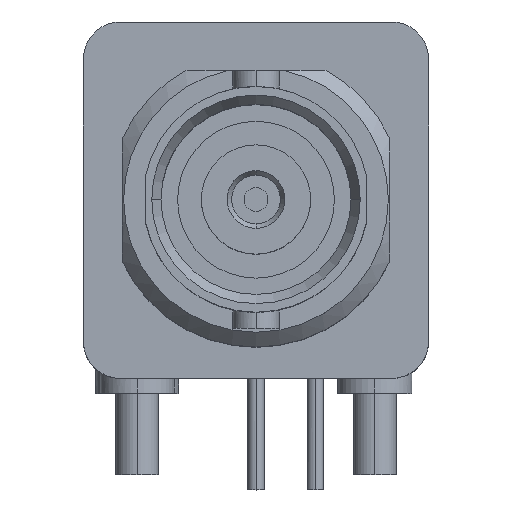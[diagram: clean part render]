
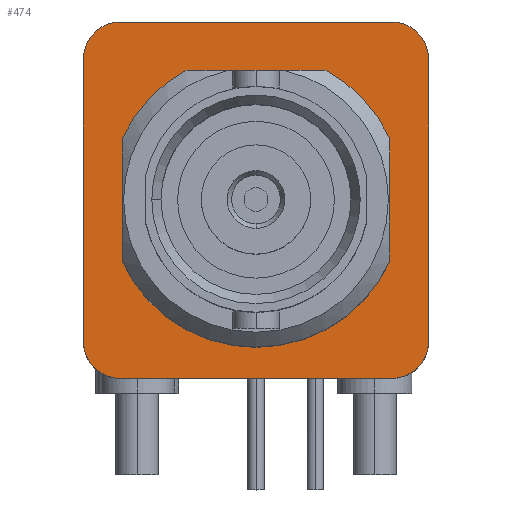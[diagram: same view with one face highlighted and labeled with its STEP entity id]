
A CAD part, top view. The second image highlights one B-rep face of the part: STEP entity #474.
In plain terms, the highlighted planar face has unit normal (0, 0, 1).
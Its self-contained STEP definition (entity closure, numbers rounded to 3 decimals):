
#151 = DIRECTION ( 'NONE',  ( -1., 0., 0. ) ) ;
#153 = DIRECTION ( 'NONE',  ( 0., 0., 1. ) ) ;
#154 = CARTESIAN_POINT ( 'NONE',  ( 0., 0., -20.828 ) ) ;
#160 = DIRECTION ( 'NONE',  ( -1., 0., 0. ) ) ;
#161 = DIRECTION ( 'NONE',  ( 0., 0., 1. ) ) ;
#163 = CARTESIAN_POINT ( 'NONE',  ( 0., 0., -20.828 ) ) ;
#197 = DIRECTION ( 'NONE',  ( -1., 0., 0. ) ) ;
#199 = DIRECTION ( 'NONE',  ( -1., 0., 0. ) ) ;
#200 = DIRECTION ( 'NONE',  ( 0., 0., 1. ) ) ;
#201 = CARTESIAN_POINT ( 'NONE',  ( 0., 0., -20.828 ) ) ;
#205 = CARTESIAN_POINT ( 'NONE',  ( 0., 5.537, -20.828 ) ) ;
#223 = CARTESIAN_POINT ( 'NONE',  ( -5.804, 6.045, -20.828 ) ) ;
#227 = CARTESIAN_POINT ( 'NONE',  ( 0., -7.62, -20.828 ) ) ;
#243 = DIRECTION ( 'NONE',  ( 1., 0., 0. ) ) ;
#244 = DIRECTION ( 'NONE',  ( -1., 0., 0. ) ) ;
#245 = DIRECTION ( 'NONE',  ( 0., 0., -1. ) ) ;
#304 = DIRECTION ( 'NONE',  ( 0., 1., 0. ) ) ;
#314 = CARTESIAN_POINT ( 'NONE',  ( -7.379, -6.045, -20.828 ) ) ;
#325 = CARTESIAN_POINT ( 'NONE',  ( 0., 7.62, -20.828 ) ) ;
#336 = DIRECTION ( 'NONE',  ( 1., 0., 0. ) ) ;
#474 = ADVANCED_FACE ( 'NONE', ( #999, #1176 ), #769, .F. ) ;
#497 = DIRECTION ( 'NONE',  ( 1., 0., 0. ) ) ;
#499 = DIRECTION ( 'NONE',  ( 0., 0., -1. ) ) ;
#501 = CARTESIAN_POINT ( 'NONE',  ( 5.804, -6.045, -20.828 ) ) ;
#571 = DIRECTION ( 'NONE',  ( 1., 0., 0. ) ) ;
#572 = DIRECTION ( 'NONE',  ( 0., 0., -1. ) ) ;
#573 = CARTESIAN_POINT ( 'NONE',  ( -5.804, -6.045, -20.828 ) ) ;
#766 = DIRECTION ( 'NONE',  ( -1., 0., 0. ) ) ;
#767 = DIRECTION ( 'NONE',  ( 0., 0., -1. ) ) ;
#769 = PLANE ( 'NONE',  #1305 ) ;
#772 = CARTESIAN_POINT ( 'NONE',  ( 0., 0., -20.828 ) ) ;
#999 = FACE_OUTER_BOUND ( 'NONE', #4253, .T. ) ;
#1176 = FACE_BOUND ( 'NONE', #4267, .T. ) ;
#1305 = AXIS2_PLACEMENT_3D ( 'NONE', #772, #767, #766 ) ;
#1334 = AXIS2_PLACEMENT_3D ( 'NONE', #573, #572, #571 ) ;
#1432 = AXIS2_PLACEMENT_3D ( 'NONE', #501, #499, #497 ) ;
#1448 = EDGE_CURVE ( 'NONE', #2174, #2217, #2840, .T. ) ;
#1473 = EDGE_CURVE ( 'NONE', #2147, #2168, #2868, .T. ) ;
#1761 = VECTOR ( 'NONE', #3933, 1000. ) ;
#1767 = LINE ( 'NONE', #3934, #1761 ) ;
#1793 = CIRCLE ( 'NONE', #3751, 1.575 ) ;
#1797 = LINE ( 'NONE', #3796, #1803 ) ;
#1803 = VECTOR ( 'NONE', #3776, 1000. ) ;
#1816 = LINE ( 'NONE', #3789, #1818 ) ;
#1818 = VECTOR ( 'NONE', #3816, 1000. ) ;
#1845 = CIRCLE ( 'NONE', #3668, 1.575 ) ;
#2147 = VERTEX_POINT ( 'NONE', #3906 ) ;
#2148 = VERTEX_POINT ( 'NONE', #3912 ) ;
#2150 = VERTEX_POINT ( 'NONE', #4009 ) ;
#2151 = VERTEX_POINT ( 'NONE', #3995 ) ;
#2165 = VERTEX_POINT ( 'NONE', #3983 ) ;
#2166 = VERTEX_POINT ( 'NONE', #3979 ) ;
#2168 = VERTEX_POINT ( 'NONE', #3981 ) ;
#2170 = VERTEX_POINT ( 'NONE', #3984 ) ;
#2174 = VERTEX_POINT ( 'NONE', #3969 ) ;
#2175 = VERTEX_POINT ( 'NONE', #4011 ) ;
#2178 = VERTEX_POINT ( 'NONE', #4014 ) ;
#2199 = VERTEX_POINT ( 'NONE', #3957 ) ;
#2216 = VERTEX_POINT ( 'NONE', #4035 ) ;
#2217 = VERTEX_POINT ( 'NONE', #4020 ) ;
#2237 = EDGE_CURVE ( 'NONE', #2170, #2178, #1767, .T. ) ;
#2278 = EDGE_CURVE ( 'NONE', #2175, #2216, #1793, .T. ) ;
#2291 = EDGE_CURVE ( 'NONE', #2150, #2165, #1797, .T. ) ;
#2310 = EDGE_CURVE ( 'NONE', #2216, #2147, #1816, .T. ) ;
#2355 = EDGE_CURVE ( 'NONE', #2199, #2148, #1845, .T. ) ;
#2404 = EDGE_CURVE ( 'NONE', #2148, #2175, #3823, .T. ) ;
#2412 = EDGE_CURVE ( 'NONE', #2217, #2199, #3863, .T. ) ;
#2437 = ORIENTED_EDGE ( 'NONE', *, *, #2457, .F. ) ;
#2439 = ORIENTED_EDGE ( 'NONE', *, *, #2479, .F. ) ;
#2449 = EDGE_CURVE ( 'NONE', #2168, #2174, #3822, .T. ) ;
#2455 = EDGE_CURVE ( 'NONE', #2165, #2151, #3897, .T. ) ;
#2457 = EDGE_CURVE ( 'NONE', #2151, #2166, #3898, .T. ) ;
#2474 = EDGE_CURVE ( 'NONE', #2178, #2150, #3894, .T. ) ;
#2479 = EDGE_CURVE ( 'NONE', #2166, #2170, #3842, .T. ) ;
#2480 = ORIENTED_EDGE ( 'NONE', *, *, #2474, .F. ) ;
#2497 = ORIENTED_EDGE ( 'NONE', *, *, #2412, .F. ) ;
#2501 = ORIENTED_EDGE ( 'NONE', *, *, #2449, .F. ) ;
#2502 = ORIENTED_EDGE ( 'NONE', *, *, #1448, .F. ) ;
#2504 = ORIENTED_EDGE ( 'NONE', *, *, #2310, .F. ) ;
#2506 = ORIENTED_EDGE ( 'NONE', *, *, #1473, .F. ) ;
#2507 = ORIENTED_EDGE ( 'NONE', *, *, #2404, .F. ) ;
#2509 = ORIENTED_EDGE ( 'NONE', *, *, #2278, .F. ) ;
#2511 = ORIENTED_EDGE ( 'NONE', *, *, #2237, .F. ) ;
#2513 = ORIENTED_EDGE ( 'NONE', *, *, #2355, .F. ) ;
#2515 = ORIENTED_EDGE ( 'NONE', *, *, #2291, .F. ) ;
#2517 = ORIENTED_EDGE ( 'NONE', *, *, #2455, .F. ) ;
#2840 = CIRCLE ( 'NONE', #1334, 1.575 ) ;
#2868 = CIRCLE ( 'NONE', #1432, 1.575 ) ;
#3668 = AXIS2_PLACEMENT_3D ( 'NONE', #223, #245, #243 ) ;
#3725 = AXIS2_PLACEMENT_3D ( 'NONE', #154, #153, #151 ) ;
#3736 = AXIS2_PLACEMENT_3D ( 'NONE', #201, #200, #199 ) ;
#3751 = AXIS2_PLACEMENT_3D ( 'NONE', #3810, #3808, #3807 ) ;
#3753 = AXIS2_PLACEMENT_3D ( 'NONE', #163, #161, #160 ) ;
#3776 = DIRECTION ( 'NONE',  ( 0., 1., 0. ) ) ;
#3789 = CARTESIAN_POINT ( 'NONE',  ( 7.379, 0., -20.828 ) ) ;
#3796 = CARTESIAN_POINT ( 'NONE',  ( 5.719, 0., -20.828 ) ) ;
#3807 = DIRECTION ( 'NONE',  ( 1., 0., 0. ) ) ;
#3808 = DIRECTION ( 'NONE',  ( 0., 0., -1. ) ) ;
#3810 = CARTESIAN_POINT ( 'NONE',  ( 5.804, 6.045, -20.828 ) ) ;
#3816 = DIRECTION ( 'NONE',  ( 0., -1., 0. ) ) ;
#3822 = LINE ( 'NONE', #227, #3903 ) ;
#3823 = LINE ( 'NONE', #325, #3849 ) ;
#3842 = CIRCLE ( 'NONE', #3725, 6.295 ) ;
#3849 = VECTOR ( 'NONE', #336, 1000. ) ;
#3863 = LINE ( 'NONE', #314, #3868 ) ;
#3868 = VECTOR ( 'NONE', #304, 1000. ) ;
#3894 = CIRCLE ( 'NONE', #3753, 6.295 ) ;
#3897 = CIRCLE ( 'NONE', #3736, 6.295 ) ;
#3898 = LINE ( 'NONE', #205, #3899 ) ;
#3899 = VECTOR ( 'NONE', #197, 1000. ) ;
#3903 = VECTOR ( 'NONE', #244, 1000. ) ;
#3906 = CARTESIAN_POINT ( 'NONE',  ( 7.379, -6.045, -20.828 ) ) ;
#3912 = CARTESIAN_POINT ( 'NONE',  ( -5.804, 7.62, -20.828 ) ) ;
#3933 = DIRECTION ( 'NONE',  ( 0., -1., 0. ) ) ;
#3934 = CARTESIAN_POINT ( 'NONE',  ( -5.719, 0., -20.828 ) ) ;
#3957 = CARTESIAN_POINT ( 'NONE',  ( -7.379, 6.045, -20.828 ) ) ;
#3969 = CARTESIAN_POINT ( 'NONE',  ( -5.804, -7.62, -20.828 ) ) ;
#3979 = CARTESIAN_POINT ( 'NONE',  ( -2.994, 5.537, -20.828 ) ) ;
#3981 = CARTESIAN_POINT ( 'NONE',  ( 5.804, -7.62, -20.828 ) ) ;
#3983 = CARTESIAN_POINT ( 'NONE',  ( 5.719, 2.63, -20.828 ) ) ;
#3984 = CARTESIAN_POINT ( 'NONE',  ( -5.719, 2.63, -20.828 ) ) ;
#3995 = CARTESIAN_POINT ( 'NONE',  ( 2.994, 5.537, -20.828 ) ) ;
#4009 = CARTESIAN_POINT ( 'NONE',  ( 5.719, -2.63, -20.828 ) ) ;
#4011 = CARTESIAN_POINT ( 'NONE',  ( 5.804, 7.62, -20.828 ) ) ;
#4014 = CARTESIAN_POINT ( 'NONE',  ( -5.719, -2.63, -20.828 ) ) ;
#4020 = CARTESIAN_POINT ( 'NONE',  ( -7.379, -6.045, -20.828 ) ) ;
#4035 = CARTESIAN_POINT ( 'NONE',  ( 7.379, 6.045, -20.828 ) ) ;
#4253 = EDGE_LOOP ( 'NONE', ( #2497, #2502, #2501, #2506, #2504, #2509, #2507, #2513 ) ) ;
#4267 = EDGE_LOOP ( 'NONE', ( #2511, #2439, #2437, #2517, #2515, #2480 ) ) ;
